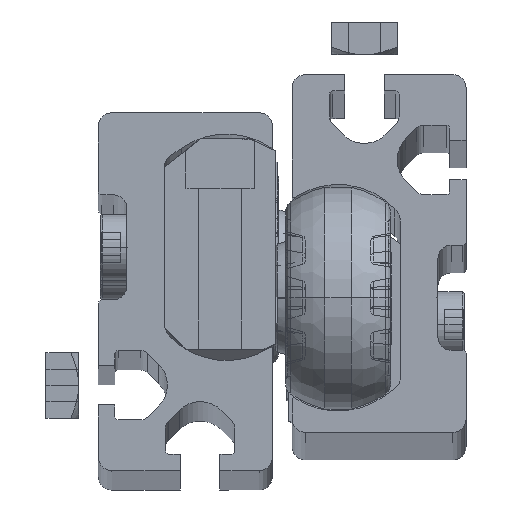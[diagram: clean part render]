
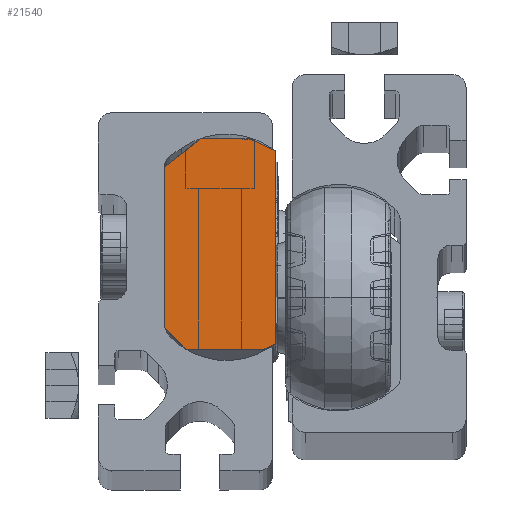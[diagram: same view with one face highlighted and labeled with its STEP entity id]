
A CAD part, top view. The second image highlights one B-rep face of the part: STEP entity #21540.
In plain terms, the highlighted face is planar.
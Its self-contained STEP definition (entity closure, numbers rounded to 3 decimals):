
#142 = ORIENTED_EDGE ( 'NONE', *, *, #10562, .T. ) ;
#848 = ORIENTED_EDGE ( 'NONE', *, *, #6637, .F. ) ;
#1047 = CARTESIAN_POINT ( 'NONE',  ( 19., -12.2, 8.5 ) ) ;
#1049 = EDGE_LOOP ( 'NONE', ( #20403, #22482, #142, #16590, #2117, #11799, #848, #2672 ) ) ;
#1886 = CARTESIAN_POINT ( 'NONE',  ( 19., -14.661, -8.5 ) ) ;
#1925 = VERTEX_POINT ( 'NONE', #23338 ) ;
#1996 = VECTOR ( 'NONE', #16069, 1000. ) ;
#2117 = ORIENTED_EDGE ( 'NONE', *, *, #15344, .F. ) ;
#2488 = DIRECTION ( 'NONE',  ( 0., -0.707, -0.707 ) ) ;
#2616 = EDGE_CURVE ( 'NONE', #9891, #7472, #13473, .T. ) ;
#2672 = ORIENTED_EDGE ( 'NONE', *, *, #19631, .T. ) ;
#3005 = DIRECTION ( 'NONE',  ( 0., -0.423, -0.906 ) ) ;
#3145 = VECTOR ( 'NONE', #11539, 1000. ) ;
#4013 = VERTEX_POINT ( 'NONE', #11168 ) ;
#5986 = DIRECTION ( 'NONE',  ( 0., 0., -1. ) ) ;
#6637 = EDGE_CURVE ( 'NONE', #4013, #9877, #21226, .T. ) ;
#6733 = LINE ( 'NONE', #14395, #1996 ) ;
#7004 = EDGE_CURVE ( 'NONE', #15233, #11974, #12280, .T. ) ;
#7472 = VERTEX_POINT ( 'NONE', #8803 ) ;
#7612 = CARTESIAN_POINT ( 'NONE',  ( 19., 16.5, -4.6 ) ) ;
#7732 = LINE ( 'NONE', #7612, #9962 ) ;
#8803 = CARTESIAN_POINT ( 'NONE',  ( 19., 12.203, 8.5 ) ) ;
#8935 = VECTOR ( 'NONE', #3005, 1000. ) ;
#9026 = CARTESIAN_POINT ( 'NONE',  ( 19., -14.661, -8.5 ) ) ;
#9035 = VERTEX_POINT ( 'NONE', #9026 ) ;
#9294 = CARTESIAN_POINT ( 'NONE',  ( 19., 1.5, 22.2 ) ) ;
#9877 = VERTEX_POINT ( 'NONE', #22093 ) ;
#9891 = VERTEX_POINT ( 'NONE', #12969 ) ;
#9962 = VECTOR ( 'NONE', #20531, 1000. ) ;
#10021 = LINE ( 'NONE', #1047, #18919 ) ;
#10107 = CARTESIAN_POINT ( 'NONE',  ( 19., -12.2, 8.5 ) ) ;
#10162 = CARTESIAN_POINT ( 'NONE',  ( 19., -15.5, 5.2 ) ) ;
#10562 = EDGE_CURVE ( 'NONE', #9891, #15233, #10021, .T. ) ;
#10629 = CARTESIAN_POINT ( 'NONE',  ( 19., 14.681, -8.5 ) ) ;
#11168 = CARTESIAN_POINT ( 'NONE',  ( 19., 16.5, -4.6 ) ) ;
#11539 = DIRECTION ( 'NONE',  ( 0., 1., 0. ) ) ;
#11799 = ORIENTED_EDGE ( 'NONE', *, *, #22170, .F. ) ;
#11974 = VERTEX_POINT ( 'NONE', #21555 ) ;
#12280 = LINE ( 'NONE', #13402, #15057 ) ;
#12307 = LINE ( 'NONE', #10629, #20001 ) ;
#12969 = CARTESIAN_POINT ( 'NONE',  ( 19., -12.2, 8.5 ) ) ;
#13402 = CARTESIAN_POINT ( 'NONE',  ( 19., -15.5, 5.2 ) ) ;
#13473 = LINE ( 'NONE', #10107, #3145 ) ;
#14395 = CARTESIAN_POINT ( 'NONE',  ( 19., 12.203, 8.5 ) ) ;
#14845 = DIRECTION ( 'NONE',  ( 0., -0.423, 0.906 ) ) ;
#15057 = VECTOR ( 'NONE', #5986, 1000. ) ;
#15233 = VERTEX_POINT ( 'NONE', #10162 ) ;
#15344 = EDGE_CURVE ( 'NONE', #9035, #11974, #21905, .T. ) ;
#15954 = CARTESIAN_POINT ( 'NONE',  ( 19., 16.5, -4.6 ) ) ;
#16069 = DIRECTION ( 'NONE',  ( 0., 0.616, -0.788 ) ) ;
#16590 = ORIENTED_EDGE ( 'NONE', *, *, #7004, .T. ) ;
#17951 = DIRECTION ( 'NONE',  ( 0., -1., 0. ) ) ;
#18037 = FACE_OUTER_BOUND ( 'NONE', #1049, .T. ) ;
#18274 = DIRECTION ( 'NONE',  ( 0., 0., 1. ) ) ;
#18385 = DIRECTION ( 'NONE',  ( -1., 0., 0. ) ) ;
#18919 = VECTOR ( 'NONE', #2488, 1000. ) ;
#19631 = EDGE_CURVE ( 'NONE', #4013, #1925, #7732, .T. ) ;
#19651 = VECTOR ( 'NONE', #14845, 1000. ) ;
#19946 = PLANE ( 'NONE',  #23663 ) ;
#20001 = VECTOR ( 'NONE', #17951, 1000. ) ;
#20403 = ORIENTED_EDGE ( 'NONE', *, *, #21804, .F. ) ;
#20531 = DIRECTION ( 'NONE',  ( 0., 0., 1. ) ) ;
#21226 = LINE ( 'NONE', #15954, #8935 ) ;
#21540 = ADVANCED_FACE ( 'NONE', ( #18037 ), #19946, .F. ) ;
#21555 = CARTESIAN_POINT ( 'NONE',  ( 19., -15.5, -6.7 ) ) ;
#21804 = EDGE_CURVE ( 'NONE', #7472, #1925, #6733, .T. ) ;
#21905 = LINE ( 'NONE', #1886, #19651 ) ;
#22093 = CARTESIAN_POINT ( 'NONE',  ( 19., 14.681, -8.5 ) ) ;
#22170 = EDGE_CURVE ( 'NONE', #9877, #9035, #12307, .T. ) ;
#22482 = ORIENTED_EDGE ( 'NONE', *, *, #2616, .F. ) ;
#23338 = CARTESIAN_POINT ( 'NONE',  ( 19., 16.5, 3. ) ) ;
#23663 = AXIS2_PLACEMENT_3D ( 'NONE', #9294, #18385, #18274 ) ;
